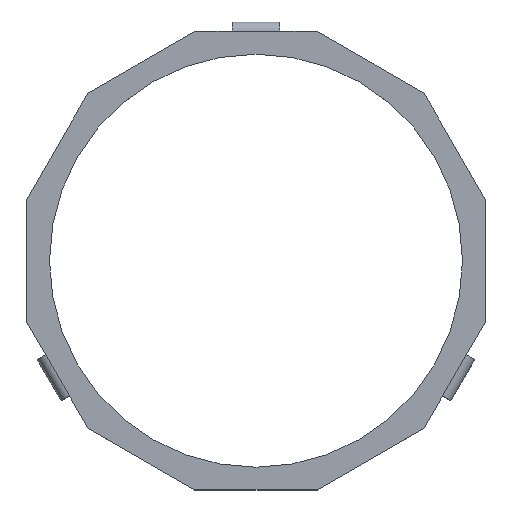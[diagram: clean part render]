
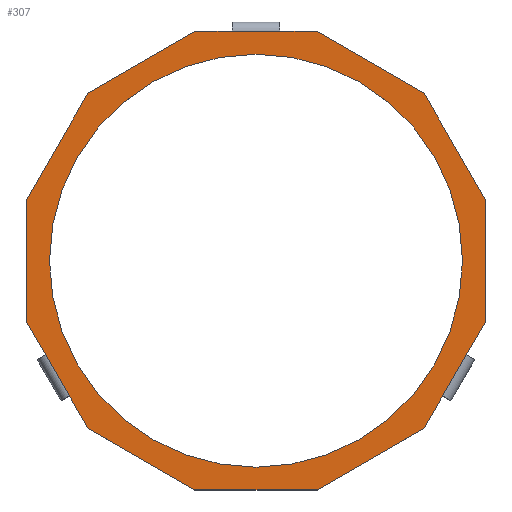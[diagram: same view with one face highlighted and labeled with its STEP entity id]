
A CAD part, top view. The second image highlights one B-rep face of the part: STEP entity #307.
In plain terms, the highlighted planar face has unit normal (0, 0, 1).
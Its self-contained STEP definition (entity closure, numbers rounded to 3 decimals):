
#246=FACE_BOUND('',#501,.T.);
#247=FACE_BOUND('',#502,.T.);
#276=CIRCLE('',#1650,43.5);
#307=ADVANCED_FACE('',(#246,#247),#379,.T.);
#379=PLANE('',#1651);
#501=EDGE_LOOP('',(#642));
#502=EDGE_LOOP('',(#643,#644,#645,#646,#647,#648,#649,#650,#651,#652,#653,
#654,#655,#656,#657,#658,#659,#660));
#642=ORIENTED_EDGE('',*,*,#1155,.F.);
#643=ORIENTED_EDGE('',*,*,#1156,.T.);
#644=ORIENTED_EDGE('',*,*,#1157,.T.);
#645=ORIENTED_EDGE('',*,*,#1139,.T.);
#646=ORIENTED_EDGE('',*,*,#1158,.T.);
#647=ORIENTED_EDGE('',*,*,#1141,.T.);
#648=ORIENTED_EDGE('',*,*,#1159,.T.);
#649=ORIENTED_EDGE('',*,*,#1160,.T.);
#650=ORIENTED_EDGE('',*,*,#1161,.T.);
#651=ORIENTED_EDGE('',*,*,#1149,.T.);
#652=ORIENTED_EDGE('',*,*,#1162,.T.);
#653=ORIENTED_EDGE('',*,*,#1151,.T.);
#654=ORIENTED_EDGE('',*,*,#1163,.T.);
#655=ORIENTED_EDGE('',*,*,#1164,.T.);
#656=ORIENTED_EDGE('',*,*,#1165,.T.);
#657=ORIENTED_EDGE('',*,*,#1146,.T.);
#658=ORIENTED_EDGE('',*,*,#1166,.T.);
#659=ORIENTED_EDGE('',*,*,#1167,.T.);
#660=ORIENTED_EDGE('',*,*,#1168,.T.);
#984=VERTEX_POINT('',#2148);
#989=VERTEX_POINT('',#2159);
#996=VERTEX_POINT('',#2174);
#1011=VERTEX_POINT('',#2209);
#1012=VERTEX_POINT('',#2213);
#1013=VERTEX_POINT('',#2214);
#1017=VERTEX_POINT('',#2224);
#1019=VERTEX_POINT('',#2230);
#1020=VERTEX_POINT('',#2234);
#1021=VERTEX_POINT('',#2235);
#1024=VERTEX_POINT('',#2243);
#1025=VERTEX_POINT('',#2245);
#1026=VERTEX_POINT('',#2246);
#1027=VERTEX_POINT('',#2250);
#1028=VERTEX_POINT('',#2252);
#1029=VERTEX_POINT('',#2256);
#1030=VERTEX_POINT('',#2258);
#1031=VERTEX_POINT('',#2261);
#1032=VERTEX_POINT('',#2263);
#1139=EDGE_CURVE('',#1011,#984,#1327,.T.);
#1141=EDGE_CURVE('',#1012,#1013,#1329,.T.);
#1146=EDGE_CURVE('',#1017,#989,#1334,.T.);
#1149=EDGE_CURVE('',#1019,#996,#1337,.T.);
#1151=EDGE_CURVE('',#1020,#1021,#1339,.T.);
#1155=EDGE_CURVE('',#1024,#1024,#276,.T.);
#1156=EDGE_CURVE('',#1025,#1026,#1343,.T.);
#1157=EDGE_CURVE('',#1026,#1011,#1344,.T.);
#1158=EDGE_CURVE('',#984,#1012,#1345,.T.);
#1159=EDGE_CURVE('',#1013,#1027,#1346,.T.);
#1160=EDGE_CURVE('',#1027,#1028,#1347,.T.);
#1161=EDGE_CURVE('',#1028,#1019,#1348,.T.);
#1162=EDGE_CURVE('',#996,#1020,#1349,.T.);
#1163=EDGE_CURVE('',#1021,#1029,#1350,.T.);
#1164=EDGE_CURVE('',#1029,#1030,#1351,.T.);
#1165=EDGE_CURVE('',#1030,#1017,#1352,.T.);
#1166=EDGE_CURVE('',#989,#1031,#1353,.T.);
#1167=EDGE_CURVE('',#1031,#1032,#1354,.T.);
#1168=EDGE_CURVE('',#1032,#1025,#1355,.T.);
#1327=LINE('',#2208,#1501);
#1329=LINE('',#2212,#1503);
#1334=LINE('',#2223,#1508);
#1337=LINE('',#2229,#1511);
#1339=LINE('',#2233,#1513);
#1343=LINE('',#2244,#1517);
#1344=LINE('',#2247,#1518);
#1345=LINE('',#2248,#1519);
#1346=LINE('',#2249,#1520);
#1347=LINE('',#2251,#1521);
#1348=LINE('',#2253,#1522);
#1349=LINE('',#2254,#1523);
#1350=LINE('',#2255,#1524);
#1351=LINE('',#2257,#1525);
#1352=LINE('',#2259,#1526);
#1353=LINE('',#2260,#1527);
#1354=LINE('',#2262,#1528);
#1355=LINE('',#2264,#1529);
#1501=VECTOR('',#1808,1.);
#1503=VECTOR('',#1812,1.);
#1508=VECTOR('',#1819,1.);
#1511=VECTOR('',#1824,1.);
#1513=VECTOR('',#1828,1.);
#1517=VECTOR('',#1836,1.);
#1518=VECTOR('',#1837,1.);
#1519=VECTOR('',#1838,1.);
#1520=VECTOR('',#1839,1.);
#1521=VECTOR('',#1840,1.);
#1522=VECTOR('',#1841,1.);
#1523=VECTOR('',#1842,1.);
#1524=VECTOR('',#1843,1.);
#1525=VECTOR('',#1844,1.);
#1526=VECTOR('',#1845,1.);
#1527=VECTOR('',#1846,1.);
#1528=VECTOR('',#1847,1.);
#1529=VECTOR('',#1848,1.);
#1650=AXIS2_PLACEMENT_3D('',#2242,#1834,#1835);
#1651=AXIS2_PLACEMENT_3D('',#2265,#1849,#1850);
#1808=DIRECTION('',(0.5,-0.866,0.));
#1812=DIRECTION('',(0.5,-0.866,0.));
#1819=DIRECTION('',(-1.,0.,0.));
#1824=DIRECTION('',(0.5,0.866,0.));
#1828=DIRECTION('',(0.5,0.866,0.));
#1834=DIRECTION('',(0.,0.,1.));
#1835=DIRECTION('',(1.,0.,0.));
#1836=DIRECTION('',(-0.5,-0.866,0.));
#1837=DIRECTION('',(0.,-1.,0.));
#1838=DIRECTION('',(0.5,-0.866,0.));
#1839=DIRECTION('',(0.866,-0.5,0.));
#1840=DIRECTION('',(1.,0.,0.));
#1841=DIRECTION('',(0.866,0.5,0.));
#1842=DIRECTION('',(0.5,0.866,0.));
#1843=DIRECTION('',(0.,1.,0.));
#1844=DIRECTION('',(-0.5,0.866,0.));
#1845=DIRECTION('',(-0.866,0.5,0.));
#1846=DIRECTION('',(-1.,0.,0.));
#1847=DIRECTION('',(-1.,0.,0.));
#1848=DIRECTION('',(-0.866,-0.5,0.));
#1849=DIRECTION('',(0.,0.,1.));
#1850=DIRECTION('',(1.,0.,0.));
#2148=CARTESIAN_POINT('',(-44.326,-19.818,1.5));
#2159=CARTESIAN_POINT('',(5.,48.296,1.5));
#2174=CARTESIAN_POINT('',(39.326,-28.478,1.5));
#2208=CARTESIAN_POINT('',(-41.826,-24.148,1.5));
#2209=CARTESIAN_POINT('',(-48.296,-12.941,1.5));
#2212=CARTESIAN_POINT('',(-41.826,-24.148,1.5));
#2213=CARTESIAN_POINT('',(-39.326,-28.478,1.5));
#2214=CARTESIAN_POINT('',(-35.355,-35.355,1.5));
#2223=CARTESIAN_POINT('',(0.,48.296,1.5));
#2224=CARTESIAN_POINT('',(12.941,48.296,1.5));
#2229=CARTESIAN_POINT('',(41.826,-24.148,1.5));
#2230=CARTESIAN_POINT('',(35.355,-35.355,1.5));
#2233=CARTESIAN_POINT('',(41.826,-24.148,1.5));
#2234=CARTESIAN_POINT('',(44.326,-19.818,1.5));
#2235=CARTESIAN_POINT('',(48.296,-12.941,1.5));
#2242=CARTESIAN_POINT('',(0.,0.,1.5));
#2243=CARTESIAN_POINT('',(43.5,0.,1.5));
#2244=CARTESIAN_POINT('',(-41.826,24.148,1.5));
#2245=CARTESIAN_POINT('',(-35.355,35.355,1.5));
#2246=CARTESIAN_POINT('',(-48.296,12.941,1.5));
#2247=CARTESIAN_POINT('',(-48.296,0.,1.5));
#2248=CARTESIAN_POINT('',(-44.826,-18.952,1.5));
#2249=CARTESIAN_POINT('',(-24.148,-41.826,1.5));
#2250=CARTESIAN_POINT('',(-12.941,-48.296,1.5));
#2251=CARTESIAN_POINT('',(0.,-48.296,1.5));
#2252=CARTESIAN_POINT('',(12.941,-48.296,1.5));
#2253=CARTESIAN_POINT('',(24.148,-41.826,1.5));
#2254=CARTESIAN_POINT('',(38.826,-29.344,1.5));
#2255=CARTESIAN_POINT('',(48.296,0.,1.5));
#2256=CARTESIAN_POINT('',(48.296,12.941,1.5));
#2257=CARTESIAN_POINT('',(41.826,24.148,1.5));
#2258=CARTESIAN_POINT('',(35.355,35.355,1.5));
#2259=CARTESIAN_POINT('',(24.148,41.826,1.5));
#2260=CARTESIAN_POINT('',(6.,48.296,1.5));
#2261=CARTESIAN_POINT('',(-5.,48.296,1.5));
#2262=CARTESIAN_POINT('',(0.,48.296,1.5));
#2263=CARTESIAN_POINT('',(-12.941,48.296,1.5));
#2264=CARTESIAN_POINT('',(-24.148,41.826,1.5));
#2265=CARTESIAN_POINT('',(0.,0.,1.5));
